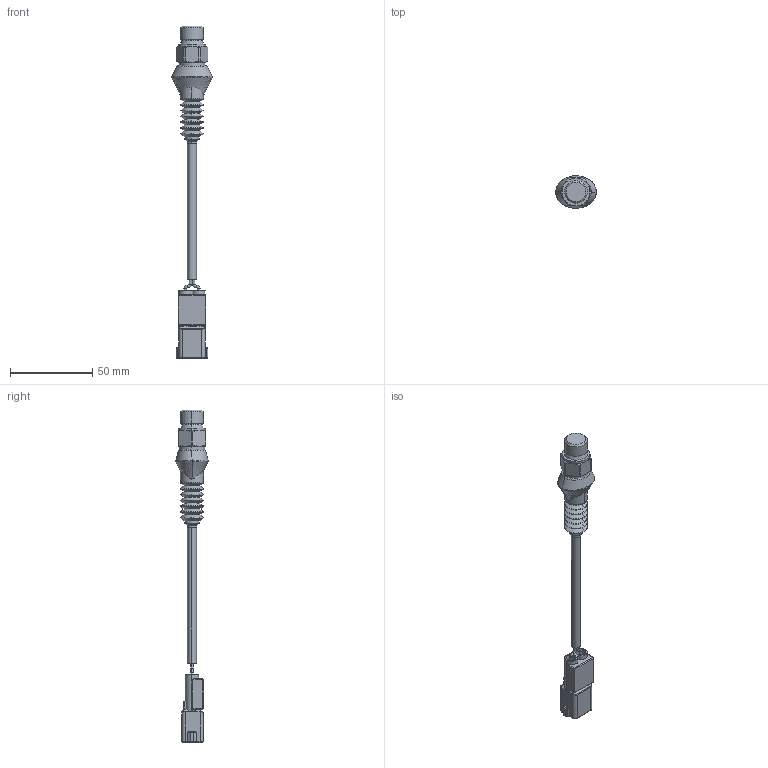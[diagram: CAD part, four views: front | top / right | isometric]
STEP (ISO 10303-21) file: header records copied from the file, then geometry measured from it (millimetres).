
FILE_DESCRIPTION (( 'STEP AP214' ), '1' );
FILE_NAME ('520.STEP', '2020-02-13T10:29:55', ( '' ), ( '' ), 'SwSTEP 2.0', 'SolidWorks 2019', '' );
FILE_SCHEMA (( 'AUTOMOTIVE_DESIGN' ));
Length unit declared in the file: millimetre
Products named in the file (1): 520
Bounding box: 24.76 x 19.85 x 202 mm (x, y, z)
Surface area: 11272.3 mm2 (no closed solid volume)
Topology: 0 solids, 5 shells, 375 faces, 921 edges, 527 vertices
Faces by surface type: cylinder 129, torus 84, plane 84, cone 56, bspline 14, sphere 8
Entity records: 16852 total; most frequent: CARTESIAN_POINT 4041, DIRECTION 1968, ORIENTED_EDGE 1713, EDGE_CURVE 905, AXIS2_PLACEMENT_3D 800, VERTEX_POINT 527, CIRCLE 438, EDGE_LOOP 385
